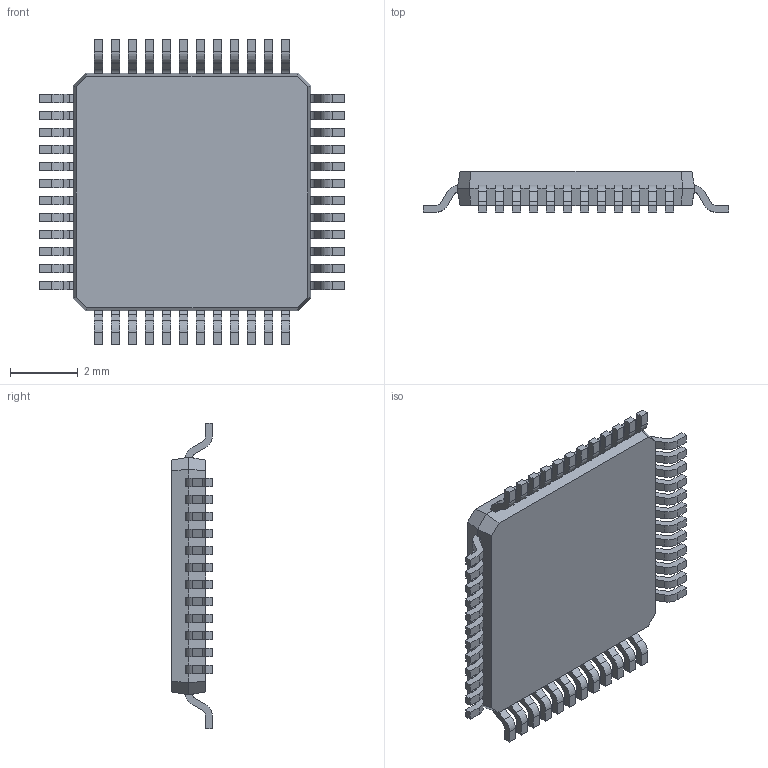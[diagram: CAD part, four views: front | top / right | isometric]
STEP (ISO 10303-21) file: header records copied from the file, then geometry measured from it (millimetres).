
FILE_DESCRIPTION (( 'STEP AP214' ), '1' );
FILE_NAME ('TSQFP50P900X900-48.STEP', '2011-01-31T08:44:33', ( 'vpeshkov' ), ( 'cad-design.ru' ), 'SwSTEP 2.0', 'SolidWorks 2009', '' );
FILE_SCHEMA (( 'AUTOMOTIVE_DESIGN' ));
Length unit declared in the file: millimetre
Products named in the file (1): TSQFP50P900X900-48
Bounding box: 9 x 1.2 x 9 mm (x, y, z)
Volume: 50.6 mm3; surface area: 175.9 mm2
Topology: 1 solids, 1 shells, 552 faces, 1636 edges, 1088 vertices
Faces by surface type: plane 356, cylinder 196
Entity records: 24345 total; most frequent: CARTESIAN_POINT 3277, ORIENTED_EDGE 3272, DIRECTION 3134, EDGE_CURVE 1636, VECTOR 1244, LINE 1244, VERTEX_POINT 1088, AXIS2_PLACEMENT_3D 945
